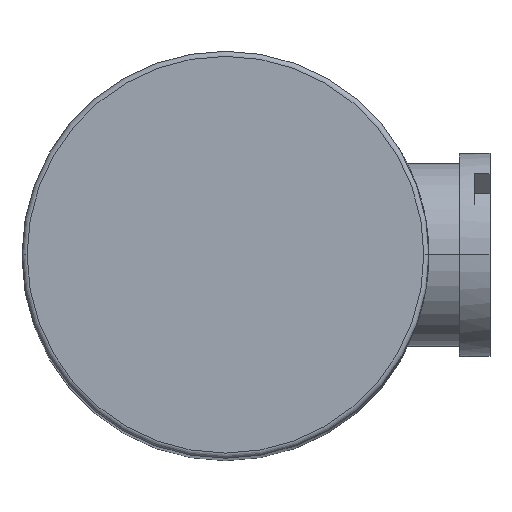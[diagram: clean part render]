
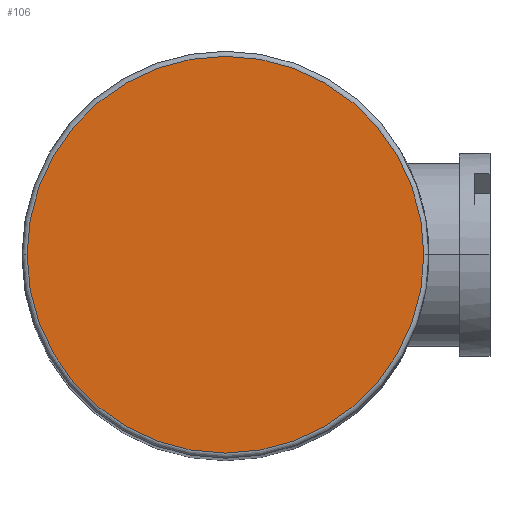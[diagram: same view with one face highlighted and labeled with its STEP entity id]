
A CAD part, top view. The second image highlights one B-rep face of the part: STEP entity #106.
In plain terms, the highlighted planar face has unit normal (0, 0, 1).
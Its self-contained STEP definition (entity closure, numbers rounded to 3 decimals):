
#57 = EDGE_LOOP ( 'NONE', ( #1666, #2322 ) ) ;
#106 = ADVANCED_FACE ( 'NONE', ( #1059 ), #926, .T. ) ;
#586 = AXIS2_PLACEMENT_3D ( 'NONE', #1291, #1493, #1681 ) ;
#602 = AXIS2_PLACEMENT_3D ( 'NONE', #1845, #2217, #1837 ) ;
#774 = CARTESIAN_POINT ( 'NONE',  ( -1.95, 0., 14.5 ) ) ;
#790 = CIRCLE ( 'NONE', #602, 1.95 ) ;
#815 = CARTESIAN_POINT ( 'NONE',  ( 1.95, 0., 14.5 ) ) ;
#926 = PLANE ( 'NONE',  #586 ) ;
#1049 = AXIS2_PLACEMENT_3D ( 'NONE', #1841, #2253, #1429 ) ;
#1059 = FACE_OUTER_BOUND ( 'NONE', #57, .T. ) ;
#1291 = CARTESIAN_POINT ( 'NONE',  ( 0., 0., 14.5 ) ) ;
#1374 = VERTEX_POINT ( 'NONE', #815 ) ;
#1429 = DIRECTION ( 'NONE',  ( 1., 0., 0. ) ) ;
#1493 = DIRECTION ( 'NONE',  ( 0., 0., 1. ) ) ;
#1666 = ORIENTED_EDGE ( 'NONE', *, *, #1838, .T. ) ;
#1681 = DIRECTION ( 'NONE',  ( 1., 0., 0. ) ) ;
#1837 = DIRECTION ( 'NONE',  ( 1., 0., 0. ) ) ;
#1838 = EDGE_CURVE ( 'NONE', #1374, #1895, #2344, .T. ) ;
#1841 = CARTESIAN_POINT ( 'NONE',  ( 0., 0., 14.5 ) ) ;
#1845 = CARTESIAN_POINT ( 'NONE',  ( 0., 0., 14.5 ) ) ;
#1895 = VERTEX_POINT ( 'NONE', #774 ) ;
#2217 = DIRECTION ( 'NONE',  ( 0., 0., 1. ) ) ;
#2253 = DIRECTION ( 'NONE',  ( 0., 0., 1. ) ) ;
#2312 = EDGE_CURVE ( 'NONE', #1895, #1374, #790, .T. ) ;
#2322 = ORIENTED_EDGE ( 'NONE', *, *, #2312, .T. ) ;
#2344 = CIRCLE ( 'NONE', #1049, 1.95 ) ;
